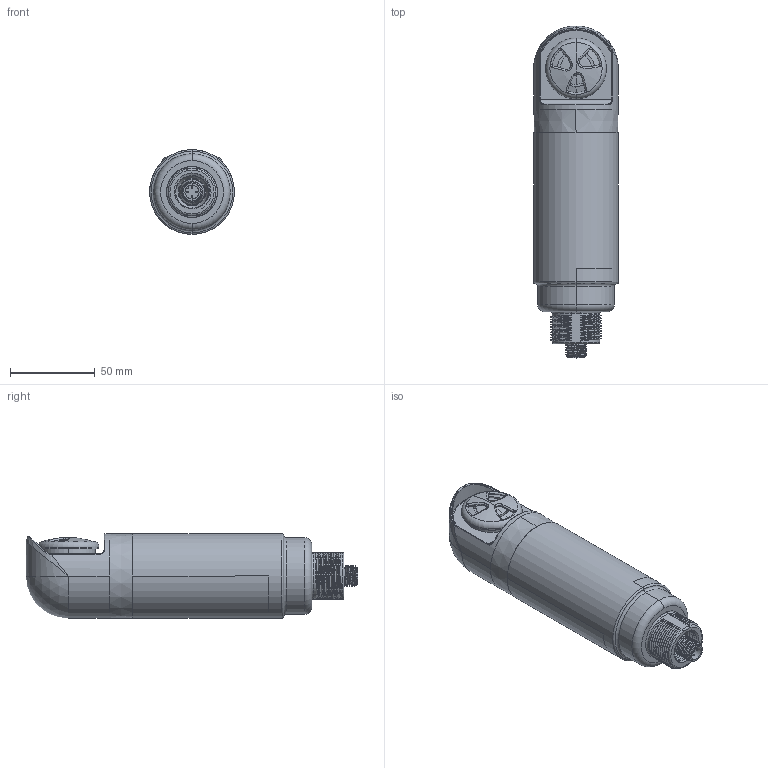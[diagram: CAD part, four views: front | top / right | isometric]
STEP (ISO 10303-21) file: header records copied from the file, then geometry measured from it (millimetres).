
FILE_DESCRIPTION((''),'2;1');
FILE_NAME('154245_SM01_ASM','2022-06-29T10:52:04',('PDMAdmin'),('BANNER ENGINEERING'),'CREO PARAMETRIC BY PTC INC, 2019292','CREO PARAMETRIC BY PTC INC, 2019292','');
FILE_SCHEMA(('CONFIG_CONTROL_DESIGN'));
Products named in the file (2): 154245_EP01; 154245_SM01_ASM
Assembly tree (1 placements, depth 2):
  154245_SM01_ASM
    154245_EP01
Bounding box: 50 x 195.5 x 50 mm (x, y, z)
Volume: 312552.9 mm3; surface area: 37820.2 mm2
Topology: 2 solids, 2 shells, 357 faces, 944 edges, 589 vertices
Faces by surface type: bspline 130, cylinder 117, plane 33, torus 29, extrusion 25, cone 11, sphere 9, revolution 3
Entity records: 39927 total; most frequent: CARTESIAN_POINT 32209, ORIENTED_EDGE 1862, DIRECTION 1175, EDGE_CURVE 931, VERTEX_POINT 587, B_SPLINE_CURVE_WITH_KNOTS 457, AXIS2_PLACEMENT_3D 443, EDGE_LOOP 374
